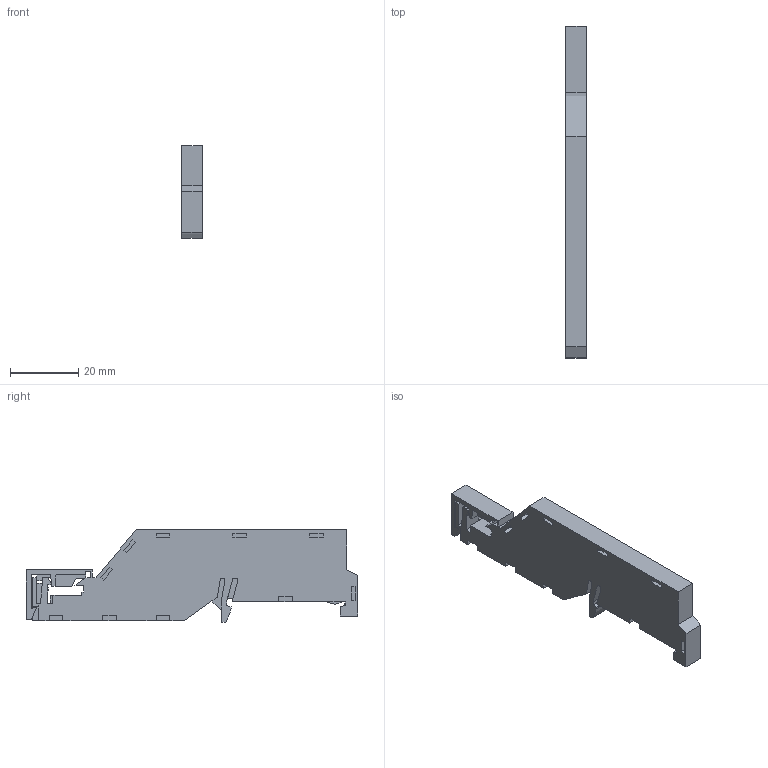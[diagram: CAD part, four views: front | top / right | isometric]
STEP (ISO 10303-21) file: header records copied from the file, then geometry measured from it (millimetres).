
FILE_DESCRIPTION(('STEP AP214'),'1');
FILE_NAME('cctmp_9E1B75C7-8C48-4709-805D-988393F71A20_2023_07_24_22_14_38_0445..stp','2023-07-24T20:14:38',('SIEMENS A&D'),('CADClick - www.CADClick.com'),'Spatial InterOp 3D postprocessed',' ','unknown authorization');
FILE_SCHEMA(('AUTOMOTIVE_DESIGN'));
Length unit declared in the file: millimetre
Products named in the file (1): 2023_07_24_22_14_38_0430
Bounding box: 6.15 x 97.4 x 27.2 mm (x, y, z)
Volume: 11470.6 mm3; surface area: 6660.9 mm2
Topology: 1 solids, 1 shells, 190 faces, 540 edges, 360 vertices
Faces by surface type: plane 175, cylinder 15
Entity records: 6673 total; most frequent: CARTESIAN_POINT 1091, ORIENTED_EDGE 1080, DIRECTION 952, EDGE_CURVE 540, LINE 510, VECTOR 510, VERTEX_POINT 360, AXIS2_PLACEMENT_3D 221
